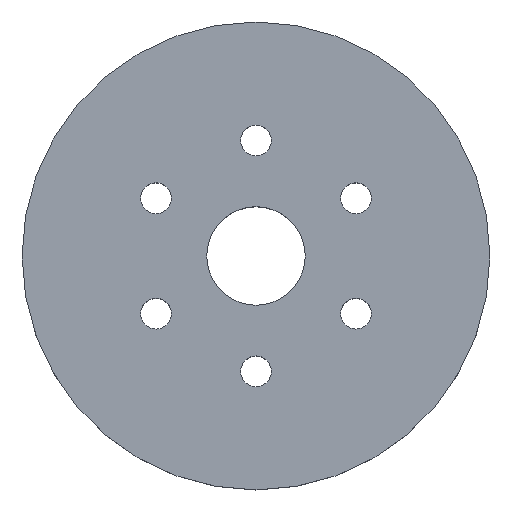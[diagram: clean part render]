
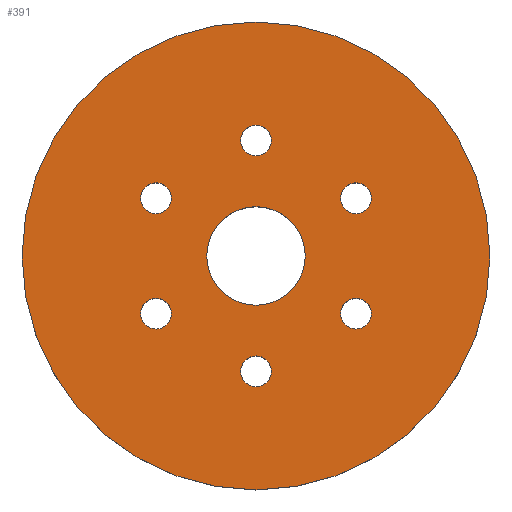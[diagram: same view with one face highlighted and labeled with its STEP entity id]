
A CAD part, top view. The second image highlights one B-rep face of the part: STEP entity #391.
In plain terms, the highlighted planar face has unit normal (0, 0, 1).
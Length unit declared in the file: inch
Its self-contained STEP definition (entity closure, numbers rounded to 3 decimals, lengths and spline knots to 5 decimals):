
#31=FACE_BOUND('',#102,.T.);
#32=FACE_BOUND('',#103,.T.);
#33=FACE_BOUND('',#104,.T.);
#34=FACE_BOUND('',#105,.T.);
#35=FACE_BOUND('',#106,.T.);
#36=FACE_BOUND('',#107,.T.);
#37=FACE_BOUND('',#108,.T.);
#47=PLANE('',#446);
#67=FACE_OUTER_BOUND('',#101,.T.);
#101=EDGE_LOOP('',(#341));
#102=EDGE_LOOP('',(#342));
#103=EDGE_LOOP('',(#343));
#104=EDGE_LOOP('',(#344));
#105=EDGE_LOOP('',(#345));
#106=EDGE_LOOP('',(#346));
#107=EDGE_LOOP('',(#347));
#108=EDGE_LOOP('',(#348));
#165=CIRCLE('',#423,0.125);
#167=CIRCLE('',#426,0.125);
#169=CIRCLE('',#429,0.125);
#171=CIRCLE('',#432,0.125);
#173=CIRCLE('',#435,0.125);
#175=CIRCLE('',#438,0.125);
#177=CIRCLE('',#441,0.4);
#179=CIRCLE('',#444,1.9);
#197=VERTEX_POINT('',#622);
#199=VERTEX_POINT('',#628);
#201=VERTEX_POINT('',#634);
#203=VERTEX_POINT('',#640);
#205=VERTEX_POINT('',#646);
#207=VERTEX_POINT('',#652);
#209=VERTEX_POINT('',#658);
#211=VERTEX_POINT('',#664);
#237=EDGE_CURVE('',#197,#197,#165,.T.);
#240=EDGE_CURVE('',#199,#199,#167,.T.);
#243=EDGE_CURVE('',#201,#201,#169,.T.);
#246=EDGE_CURVE('',#203,#203,#171,.T.);
#249=EDGE_CURVE('',#205,#205,#173,.T.);
#252=EDGE_CURVE('',#207,#207,#175,.T.);
#255=EDGE_CURVE('',#209,#209,#177,.T.);
#258=EDGE_CURVE('',#211,#211,#179,.T.);
#341=ORIENTED_EDGE('',*,*,#258,.T.);
#342=ORIENTED_EDGE('',*,*,#237,.T.);
#343=ORIENTED_EDGE('',*,*,#240,.T.);
#344=ORIENTED_EDGE('',*,*,#243,.T.);
#345=ORIENTED_EDGE('',*,*,#246,.T.);
#346=ORIENTED_EDGE('',*,*,#249,.T.);
#347=ORIENTED_EDGE('',*,*,#252,.T.);
#348=ORIENTED_EDGE('',*,*,#255,.T.);
#391=ADVANCED_FACE('',(#67,#31,#32,#33,#34,#35,#36,#37),#47,.T.);
#423=AXIS2_PLACEMENT_3D('',#623,#512,#513);
#426=AXIS2_PLACEMENT_3D('',#629,#519,#520);
#429=AXIS2_PLACEMENT_3D('',#635,#526,#527);
#432=AXIS2_PLACEMENT_3D('',#641,#533,#534);
#435=AXIS2_PLACEMENT_3D('',#647,#540,#541);
#438=AXIS2_PLACEMENT_3D('',#653,#547,#548);
#441=AXIS2_PLACEMENT_3D('',#659,#554,#555);
#444=AXIS2_PLACEMENT_3D('',#665,#561,#562);
#446=AXIS2_PLACEMENT_3D('',#669,#566,#567);
#512=DIRECTION('center_axis',(0.,0.,-1.));
#513=DIRECTION('ref_axis',(-1.,0.,0.));
#519=DIRECTION('center_axis',(0.,0.,-1.));
#520=DIRECTION('ref_axis',(-1.,0.,0.));
#526=DIRECTION('center_axis',(0.,0.,-1.));
#527=DIRECTION('ref_axis',(-1.,0.,0.));
#533=DIRECTION('center_axis',(0.,0.,-1.));
#534=DIRECTION('ref_axis',(-1.,0.,0.));
#540=DIRECTION('center_axis',(0.,0.,-1.));
#541=DIRECTION('ref_axis',(-1.,0.,0.));
#547=DIRECTION('center_axis',(0.,0.,-1.));
#548=DIRECTION('ref_axis',(-1.,0.,0.));
#554=DIRECTION('center_axis',(0.,0.,-1.));
#555=DIRECTION('ref_axis',(1.,0.,0.));
#561=DIRECTION('center_axis',(0.,0.,1.));
#562=DIRECTION('ref_axis',(1.,0.,0.));
#566=DIRECTION('center_axis',(0.,0.,1.));
#567=DIRECTION('ref_axis',(1.,0.,0.));
#622=CARTESIAN_POINT('',(0.12504,-0.9375,0.96));
#623=CARTESIAN_POINT('Origin',(0.00004,-0.9375,0.96));
#628=CARTESIAN_POINT('',(-0.68686,0.46875,0.96));
#629=CARTESIAN_POINT('Origin',(-0.81186,0.46875,0.96));
#634=CARTESIAN_POINT('',(0.93694,-0.46875,0.96));
#635=CARTESIAN_POINT('Origin',(0.81194,-0.46875,0.96));
#640=CARTESIAN_POINT('',(-0.68686,-0.46875,0.96));
#641=CARTESIAN_POINT('Origin',(-0.81186,-0.46875,0.96));
#646=CARTESIAN_POINT('',(0.12504,0.9375,0.96));
#647=CARTESIAN_POINT('Origin',(0.00004,0.9375,0.96));
#652=CARTESIAN_POINT('',(0.93694,0.46875,0.96));
#653=CARTESIAN_POINT('Origin',(0.81194,0.46875,0.96));
#658=CARTESIAN_POINT('',(-0.4,0.,0.96));
#659=CARTESIAN_POINT('Origin',(0.,0.,0.96));
#664=CARTESIAN_POINT('',(-1.9,0.,0.96));
#665=CARTESIAN_POINT('Origin',(0.,0.,0.96));
#669=CARTESIAN_POINT('Origin',(0.,0.,0.96));
